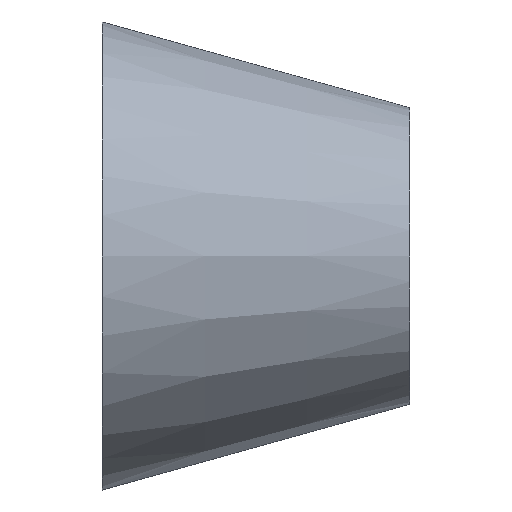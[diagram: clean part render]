
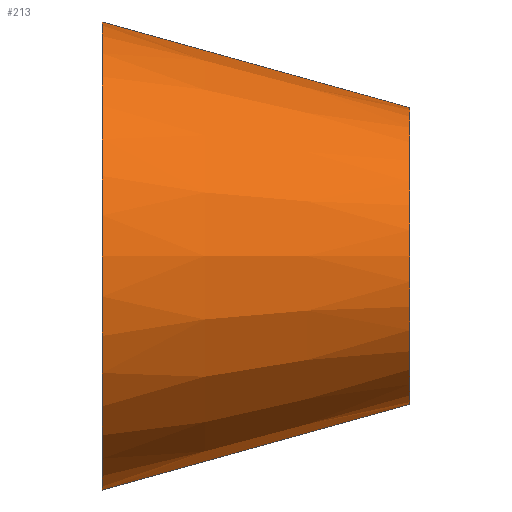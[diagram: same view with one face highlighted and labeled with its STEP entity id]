
A CAD part, front view. The second image highlights one B-rep face of the part: STEP entity #213.
In plain terms, the highlighted conical face has half-angle 15.566 degrees and reference radius 6.75 mm.
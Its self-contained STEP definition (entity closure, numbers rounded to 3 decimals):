
#4 = ORIENTED_EDGE ( 'NONE', *, *, #73, .T. ) ;
#6 = DIRECTION ( 'NONE',  ( 0., 0., -1. ) ) ;
#10 = CARTESIAN_POINT ( 'NONE',  ( 14., 0., 6.75 ) ) ;
#22 = CARTESIAN_POINT ( 'NONE',  ( 14., 0., 6.75 ) ) ;
#38 = VERTEX_POINT ( 'NONE', #85 ) ;
#39 = EDGE_CURVE ( 'NONE', #118, #166, #170, .T. ) ;
#48 = CARTESIAN_POINT ( 'NONE',  ( 14., 0., -6.75 ) ) ;
#49 = DIRECTION ( 'NONE',  ( 0., 0., 1. ) ) ;
#57 = ORIENTED_EDGE ( 'NONE', *, *, #80, .T. ) ;
#73 = EDGE_CURVE ( 'NONE', #118, #38, #105, .T. ) ;
#75 = VECTOR ( 'NONE', #197, 1000. ) ;
#80 = EDGE_CURVE ( 'NONE', #38, #126, #101, .T. ) ;
#85 = CARTESIAN_POINT ( 'NONE',  ( 0., 0., 10.65 ) ) ;
#96 = AXIS2_PLACEMENT_3D ( 'NONE', #149, #188, #49 ) ;
#101 = CIRCLE ( 'NONE', #209, 10.65 ) ;
#105 = LINE ( 'NONE', #22, #75 ) ;
#110 = LINE ( 'NONE', #220, #223 ) ;
#112 = AXIS2_PLACEMENT_3D ( 'NONE', #194, #240, #6 ) ;
#118 = VERTEX_POINT ( 'NONE', #10 ) ;
#119 = EDGE_LOOP ( 'NONE', ( #144, #145, #4, #57 ) ) ;
#126 = VERTEX_POINT ( 'NONE', #217 ) ;
#144 = ORIENTED_EDGE ( 'NONE', *, *, #221, .F. ) ;
#145 = ORIENTED_EDGE ( 'NONE', *, *, #39, .F. ) ;
#149 = CARTESIAN_POINT ( 'NONE',  ( 14., 0., 0. ) ) ;
#166 = VERTEX_POINT ( 'NONE', #48 ) ;
#170 = CIRCLE ( 'NONE', #112, 6.75 ) ;
#175 = CARTESIAN_POINT ( 'NONE',  ( 0., 0., 0. ) ) ;
#176 = DIRECTION ( 'NONE',  ( 1., 0., 0. ) ) ;
#188 = DIRECTION ( 'NONE',  ( -1., 0., 0. ) ) ;
#194 = CARTESIAN_POINT ( 'NONE',  ( 14., 0., 0. ) ) ;
#197 = DIRECTION ( 'NONE',  ( -0.963, 0., 0.268 ) ) ;
#200 = CONICAL_SURFACE ( 'NONE', #96, 6.75, 0.272 ) ;
#206 = DIRECTION ( 'NONE',  ( -0.963, 0., -0.268 ) ) ;
#208 = FACE_OUTER_BOUND ( 'NONE', #119, .T. ) ;
#209 = AXIS2_PLACEMENT_3D ( 'NONE', #175, #176, #218 ) ;
#213 = ADVANCED_FACE ( 'NONE', ( #208 ), #200, .T. ) ;
#217 = CARTESIAN_POINT ( 'NONE',  ( 0., 0., -10.65 ) ) ;
#218 = DIRECTION ( 'NONE',  ( 0., 0., -1. ) ) ;
#220 = CARTESIAN_POINT ( 'NONE',  ( 14., 0., -6.75 ) ) ;
#221 = EDGE_CURVE ( 'NONE', #166, #126, #110, .T. ) ;
#223 = VECTOR ( 'NONE', #206, 1000. ) ;
#240 = DIRECTION ( 'NONE',  ( 1., 0., 0. ) ) ;
